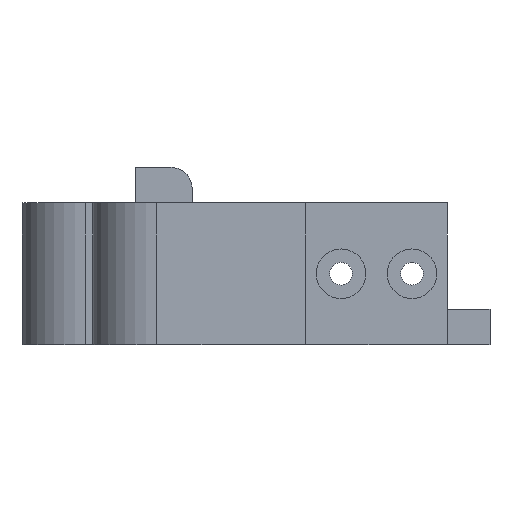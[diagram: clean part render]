
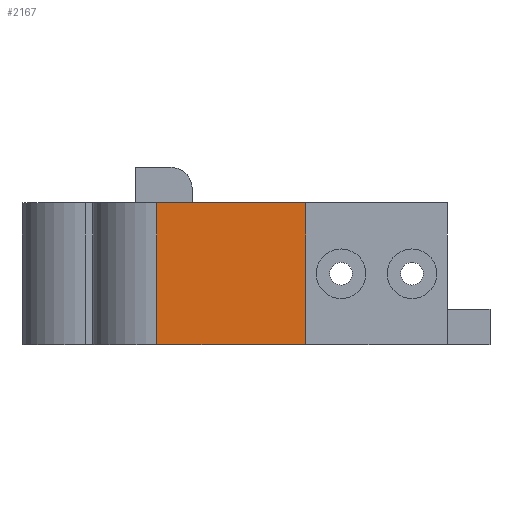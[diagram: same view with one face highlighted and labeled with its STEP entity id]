
A CAD part, left-side view. The second image highlights one B-rep face of the part: STEP entity #2167.
In plain terms, the highlighted planar face has unit normal (-1, 0, 0).
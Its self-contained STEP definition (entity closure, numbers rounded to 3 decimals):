
#72 = PLANE('',#73);
#73 = AXIS2_PLACEMENT_3D('',#74,#75,#76);
#74 = CARTESIAN_POINT('',(-56.288,57.273,20.));
#75 = DIRECTION('',(0.,0.,1.));
#76 = DIRECTION('',(1.,0.,0.));
#666 = VERTEX_POINT('',#667);
#667 = CARTESIAN_POINT('',(-105.,66.,20.));
#686 = CYLINDRICAL_SURFACE('',#687,9.);
#687 = AXIS2_PLACEMENT_3D('',#688,#689,#690);
#688 = CARTESIAN_POINT('',(-96.,66.,0.));
#689 = DIRECTION('',(0.,0.,1.));
#690 = DIRECTION('',(-1.,0.,0.));
#698 = EDGE_CURVE('',#666,#699,#701,.T.);
#699 = VERTEX_POINT('',#700);
#700 = CARTESIAN_POINT('',(-105.,45.,20.));
#701 = SURFACE_CURVE('',#702,(#706,#713),.PCURVE_S1.);
#702 = LINE('',#703,#704);
#703 = CARTESIAN_POINT('',(-105.,75.,20.));
#704 = VECTOR('',#705,1.);
#705 = DIRECTION('',(0.,-1.,0.));
#706 = PCURVE('',#72,#707);
#707 = DEFINITIONAL_REPRESENTATION('',(#708),#712);
#708 = LINE('',#709,#710);
#709 = CARTESIAN_POINT('',(-48.712,17.727));
#710 = VECTOR('',#711,1.);
#711 = DIRECTION('',(0.,-1.));
#712 = ( GEOMETRIC_REPRESENTATION_CONTEXT(2) 
PARAMETRIC_REPRESENTATION_CONTEXT() REPRESENTATION_CONTEXT('2D SPACE',''
  ) );
#713 = PCURVE('',#714,#719);
#714 = PLANE('',#715);
#715 = AXIS2_PLACEMENT_3D('',#716,#717,#718);
#716 = CARTESIAN_POINT('',(-105.,75.,0.));
#717 = DIRECTION('',(1.,0.,0.));
#718 = DIRECTION('',(0.,-1.,0.));
#719 = DEFINITIONAL_REPRESENTATION('',(#720),#724);
#720 = LINE('',#721,#722);
#721 = CARTESIAN_POINT('',(0.,-20.));
#722 = VECTOR('',#723,1.);
#723 = DIRECTION('',(1.,0.));
#724 = ( GEOMETRIC_REPRESENTATION_CONTEXT(2) 
PARAMETRIC_REPRESENTATION_CONTEXT() REPRESENTATION_CONTEXT('2D SPACE',''
  ) );
#742 = PLANE('',#743);
#743 = AXIS2_PLACEMENT_3D('',#744,#745,#746);
#744 = CARTESIAN_POINT('',(-105.,25.,0.));
#745 = DIRECTION('',(-1.,0.,0.));
#746 = DIRECTION('',(0.,1.,0.));
#1606 = PLANE('',#1607);
#1607 = AXIS2_PLACEMENT_3D('',#1608,#1609,#1610);
#1608 = CARTESIAN_POINT('',(-56.288,57.273,0.));
#1609 = DIRECTION('',(0.,0.,1.));
#1610 = DIRECTION('',(1.,0.,0.));
#2062 = EDGE_CURVE('',#2063,#699,#2065,.T.);
#2063 = VERTEX_POINT('',#2064);
#2064 = CARTESIAN_POINT('',(-105.,45.,0.));
#2065 = SURFACE_CURVE('',#2066,(#2070,#2077),.PCURVE_S1.);
#2066 = LINE('',#2067,#2068);
#2067 = CARTESIAN_POINT('',(-105.,45.,0.));
#2068 = VECTOR('',#2069,1.);
#2069 = DIRECTION('',(0.,0.,1.));
#2070 = PCURVE('',#742,#2071);
#2071 = DEFINITIONAL_REPRESENTATION('',(#2072),#2076);
#2072 = LINE('',#2073,#2074);
#2073 = CARTESIAN_POINT('',(20.,0.));
#2074 = VECTOR('',#2075,1.);
#2075 = DIRECTION('',(0.,-1.));
#2076 = ( GEOMETRIC_REPRESENTATION_CONTEXT(2) 
PARAMETRIC_REPRESENTATION_CONTEXT() REPRESENTATION_CONTEXT('2D SPACE',''
  ) );
#2077 = PCURVE('',#714,#2078);
#2078 = DEFINITIONAL_REPRESENTATION('',(#2079),#2083);
#2079 = LINE('',#2080,#2081);
#2080 = CARTESIAN_POINT('',(30.,0.));
#2081 = VECTOR('',#2082,1.);
#2082 = DIRECTION('',(0.,-1.));
#2083 = ( GEOMETRIC_REPRESENTATION_CONTEXT(2) 
PARAMETRIC_REPRESENTATION_CONTEXT() REPRESENTATION_CONTEXT('2D SPACE',''
  ) );
#2167 = ADVANCED_FACE('',(#2168),#714,.F.);
#2168 = FACE_BOUND('',#2169,.F.);
#2169 = EDGE_LOOP('',(#2170,#2193,#2214,#2215));
#2170 = ORIENTED_EDGE('',*,*,#2171,.F.);
#2171 = EDGE_CURVE('',#2172,#2063,#2174,.T.);
#2172 = VERTEX_POINT('',#2173);
#2173 = CARTESIAN_POINT('',(-105.,66.,0.));
#2174 = SURFACE_CURVE('',#2175,(#2179,#2186),.PCURVE_S1.);
#2175 = LINE('',#2176,#2177);
#2176 = CARTESIAN_POINT('',(-105.,75.,0.));
#2177 = VECTOR('',#2178,1.);
#2178 = DIRECTION('',(0.,-1.,0.));
#2179 = PCURVE('',#714,#2180);
#2180 = DEFINITIONAL_REPRESENTATION('',(#2181),#2185);
#2181 = LINE('',#2182,#2183);
#2182 = CARTESIAN_POINT('',(0.,0.));
#2183 = VECTOR('',#2184,1.);
#2184 = DIRECTION('',(1.,0.));
#2185 = ( GEOMETRIC_REPRESENTATION_CONTEXT(2) 
PARAMETRIC_REPRESENTATION_CONTEXT() REPRESENTATION_CONTEXT('2D SPACE',''
  ) );
#2186 = PCURVE('',#1606,#2187);
#2187 = DEFINITIONAL_REPRESENTATION('',(#2188),#2192);
#2188 = LINE('',#2189,#2190);
#2189 = CARTESIAN_POINT('',(-48.712,17.727));
#2190 = VECTOR('',#2191,1.);
#2191 = DIRECTION('',(0.,-1.));
#2192 = ( GEOMETRIC_REPRESENTATION_CONTEXT(2) 
PARAMETRIC_REPRESENTATION_CONTEXT() REPRESENTATION_CONTEXT('2D SPACE',''
  ) );
#2193 = ORIENTED_EDGE('',*,*,#2194,.T.);
#2194 = EDGE_CURVE('',#2172,#666,#2195,.T.);
#2195 = SURFACE_CURVE('',#2196,(#2200,#2207),.PCURVE_S1.);
#2196 = LINE('',#2197,#2198);
#2197 = CARTESIAN_POINT('',(-105.,66.,0.));
#2198 = VECTOR('',#2199,1.);
#2199 = DIRECTION('',(0.,0.,1.));
#2200 = PCURVE('',#714,#2201);
#2201 = DEFINITIONAL_REPRESENTATION('',(#2202),#2206);
#2202 = LINE('',#2203,#2204);
#2203 = CARTESIAN_POINT('',(9.,0.));
#2204 = VECTOR('',#2205,1.);
#2205 = DIRECTION('',(0.,-1.));
#2206 = ( GEOMETRIC_REPRESENTATION_CONTEXT(2) 
PARAMETRIC_REPRESENTATION_CONTEXT() REPRESENTATION_CONTEXT('2D SPACE',''
  ) );
#2207 = PCURVE('',#686,#2208);
#2208 = DEFINITIONAL_REPRESENTATION('',(#2209),#2213);
#2209 = LINE('',#2210,#2211);
#2210 = CARTESIAN_POINT('',(-0.,0.));
#2211 = VECTOR('',#2212,1.);
#2212 = DIRECTION('',(-0.,1.));
#2213 = ( GEOMETRIC_REPRESENTATION_CONTEXT(2) 
PARAMETRIC_REPRESENTATION_CONTEXT() REPRESENTATION_CONTEXT('2D SPACE',''
  ) );
#2214 = ORIENTED_EDGE('',*,*,#698,.T.);
#2215 = ORIENTED_EDGE('',*,*,#2062,.F.);
